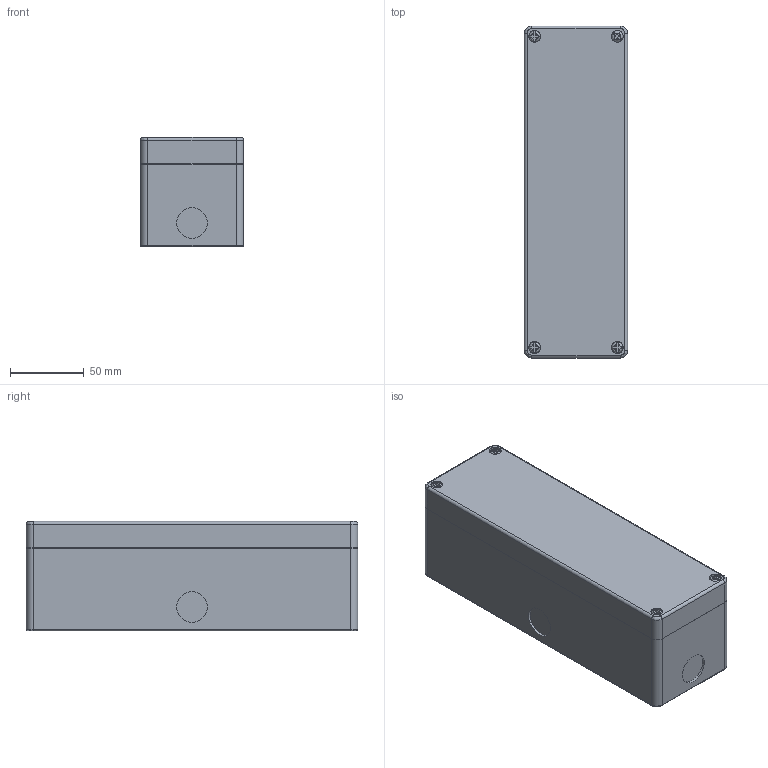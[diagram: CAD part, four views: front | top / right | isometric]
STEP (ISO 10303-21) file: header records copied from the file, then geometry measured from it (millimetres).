
FILE_DESCRIPTION (( 'STEP AP214' ), '1' );
FILE_NAME ('SA111-00.step', '2019-02-26T14:41:47', ( '' ), ( '' ), 'SwSTEP 2.0', 'SolidWorks 2018', '' );
FILE_SCHEMA (( 'AUTOMOTIVE_DESIGN' ));
Length unit declared in the file: inch
Products named in the file (1): SA111-00
Bounding box: 70 x 225 x 74.05 mm (x, y, z)
Volume: 270965.7 mm3; surface area: 150752 mm2
Topology: 6 solids, 6 shells, 472 faces, 1148 edges, 716 vertices
Faces by surface type: cylinder 192, plane 128, cone 124, bspline 28
Entity records: 21099 total; most frequent: CARTESIAN_POINT 3569, DIRECTION 2518, ORIENTED_EDGE 2296, EDGE_CURVE 1148, AXIS2_PLACEMENT_3D 1001, VERTEX_POINT 716, CIRCLE 556, LINE 516
